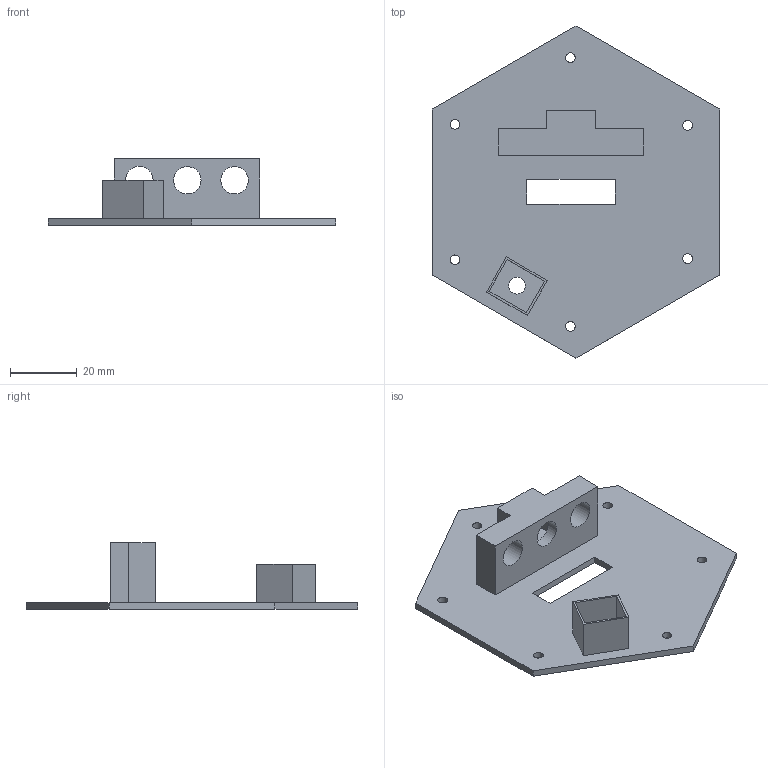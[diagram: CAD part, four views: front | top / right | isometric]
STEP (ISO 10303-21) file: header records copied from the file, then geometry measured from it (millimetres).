
FILE_DESCRIPTION(/* description */ (''),/* implementation_level */ '2;1');
FILE_NAME(/* name */ 'Gear box.step',/* time_stamp */ '2025-04-13T15:18:50+02:00',/* author */ (''),/* organization */ (''),/* preprocessor_version */ 'ST-DEVELOPER v20.1',/* originating_system */ 'Autodesk Translation Framework v14.4.0.0',/* authorisation */ '');
FILE_SCHEMA (('AUTOMOTIVE_DESIGN { 1 0 10303 214 3 1 1 }'));
Length unit declared in the file: centimetre
Products named in the file (1): B - gear box
Bounding box: 86.29 x 99.63 x 20 mm (x, y, z)
Volume: 18167.6 mm3; surface area: 17093.6 mm2
Topology: 1 solids, 1 shells, 46 faces, 120 edges, 80 vertices
Faces by surface type: plane 36, cylinder 10
Full cylindrical faces by diameter (mm): 2.89 x1, 2.898 x1, 2.9 x1, 2.901 x1, 2.903 x1, 2.907 x1, 4.996 x1, 8.234 x1, 8.246 x2
Entity records: 1481 total; most frequent: CARTESIAN_POINT 247, ORIENTED_EDGE 240, DIRECTION 234, EDGE_CURVE 120, LINE 100, VECTOR 100, VERTEX_POINT 80, EDGE_LOOP 72
